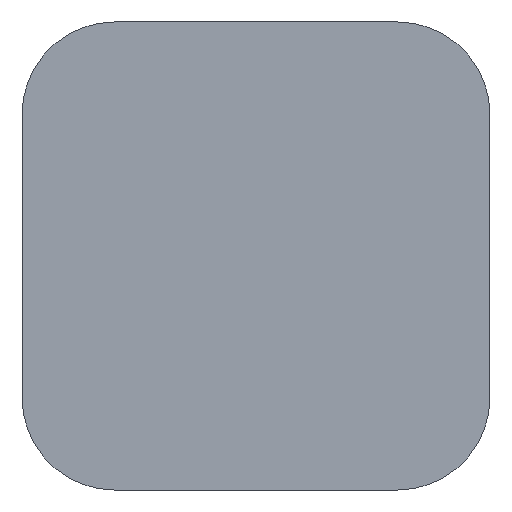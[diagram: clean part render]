
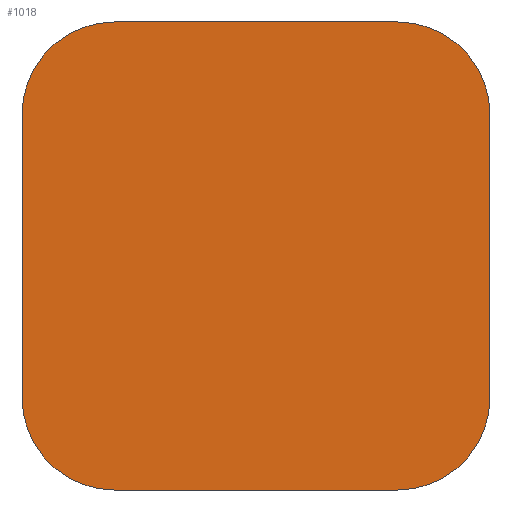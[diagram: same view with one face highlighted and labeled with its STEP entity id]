
A CAD part, front view. The second image highlights one B-rep face of the part: STEP entity #1018.
In plain terms, the highlighted planar face has unit normal (0, -1, 0).
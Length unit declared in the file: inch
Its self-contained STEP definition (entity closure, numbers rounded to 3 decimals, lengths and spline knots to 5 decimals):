
#112=FACE_OUTER_BOUND('',#170,.T.);
#170=EDGE_LOOP('',(#836,#837,#838,#839,#840,#841,#842,#843));
#236=CIRCLE('',#1172,0.375);
#238=CIRCLE('',#1175,0.375);
#239=CIRCLE('',#1176,0.375);
#240=CIRCLE('',#1177,0.375);
#313=LINE('',#1778,#389);
#314=LINE('',#1782,#390);
#315=LINE('',#1786,#391);
#316=LINE('',#1789,#392);
#389=VECTOR('',#1444,0.3937);
#390=VECTOR('',#1447,0.3937);
#391=VECTOR('',#1450,0.3937);
#392=VECTOR('',#1453,0.3937);
#475=VERTEX_POINT('',#1768);
#476=VERTEX_POINT('',#1769);
#479=VERTEX_POINT('',#1777);
#480=VERTEX_POINT('',#1779);
#481=VERTEX_POINT('',#1781);
#482=VERTEX_POINT('',#1783);
#483=VERTEX_POINT('',#1785);
#484=VERTEX_POINT('',#1787);
#601=EDGE_CURVE('',#475,#476,#236,.T.);
#605=EDGE_CURVE('',#475,#479,#313,.T.);
#606=EDGE_CURVE('',#480,#479,#238,.T.);
#607=EDGE_CURVE('',#480,#481,#314,.T.);
#608=EDGE_CURVE('',#482,#481,#239,.T.);
#609=EDGE_CURVE('',#482,#483,#315,.T.);
#610=EDGE_CURVE('',#484,#483,#240,.T.);
#611=EDGE_CURVE('',#484,#476,#316,.T.);
#836=ORIENTED_EDGE('',*,*,#601,.F.);
#837=ORIENTED_EDGE('',*,*,#605,.T.);
#838=ORIENTED_EDGE('',*,*,#606,.F.);
#839=ORIENTED_EDGE('',*,*,#607,.T.);
#840=ORIENTED_EDGE('',*,*,#608,.F.);
#841=ORIENTED_EDGE('',*,*,#609,.T.);
#842=ORIENTED_EDGE('',*,*,#610,.F.);
#843=ORIENTED_EDGE('',*,*,#611,.T.);
#972=PLANE('',#1174);
#1018=ADVANCED_FACE('',(#112),#972,.T.);
#1172=AXIS2_PLACEMENT_3D('',#1770,#1436,#1437);
#1174=AXIS2_PLACEMENT_3D('',#1776,#1442,#1443);
#1175=AXIS2_PLACEMENT_3D('',#1780,#1445,#1446);
#1176=AXIS2_PLACEMENT_3D('',#1784,#1448,#1449);
#1177=AXIS2_PLACEMENT_3D('',#1788,#1451,#1452);
#1436=DIRECTION('center_axis',(0.,1.,0.));
#1437=DIRECTION('ref_axis',(-0.707,0.,0.707));
#1442=DIRECTION('center_axis',(0.,-1.,0.));
#1443=DIRECTION('ref_axis',(0.,0.,-1.));
#1444=DIRECTION('',(0.,0.,-1.));
#1445=DIRECTION('center_axis',(0.,1.,0.));
#1446=DIRECTION('ref_axis',(-0.707,0.,-0.707));
#1447=DIRECTION('',(1.,0.,0.));
#1448=DIRECTION('center_axis',(0.,1.,0.));
#1449=DIRECTION('ref_axis',(0.707,0.,-0.707));
#1450=DIRECTION('',(0.,0.,1.));
#1451=DIRECTION('center_axis',(0.,1.,0.));
#1452=DIRECTION('ref_axis',(0.707,0.,0.707));
#1453=DIRECTION('',(-1.,0.,0.));
#1768=CARTESIAN_POINT('',(-0.94898,-0.9124,0.57398));
#1769=CARTESIAN_POINT('',(-0.57398,-0.9124,0.94898));
#1770=CARTESIAN_POINT('Origin',(-0.57398,-0.9124,0.57398));
#1776=CARTESIAN_POINT('Origin',(0.,-0.9124,
0.));
#1777=CARTESIAN_POINT('',(-0.94898,-0.9124,-0.57398));
#1778=CARTESIAN_POINT('',(-0.94898,-0.9124,-0.94898));
#1779=CARTESIAN_POINT('',(-0.57398,-0.9124,-0.94898));
#1780=CARTESIAN_POINT('Origin',(-0.57398,-0.9124,-0.57398));
#1781=CARTESIAN_POINT('',(0.57398,-0.9124,-0.94898));
#1782=CARTESIAN_POINT('',(0.94898,-0.9124,-0.94898));
#1783=CARTESIAN_POINT('',(0.94898,-0.9124,-0.57398));
#1784=CARTESIAN_POINT('Origin',(0.57398,-0.9124,-0.57398));
#1785=CARTESIAN_POINT('',(0.94898,-0.9124,0.57398));
#1786=CARTESIAN_POINT('',(0.94898,-0.9124,0.94898));
#1787=CARTESIAN_POINT('',(0.57398,-0.9124,0.94898));
#1788=CARTESIAN_POINT('Origin',(0.57398,-0.9124,0.57398));
#1789=CARTESIAN_POINT('',(-0.94898,-0.9124,0.94898));
